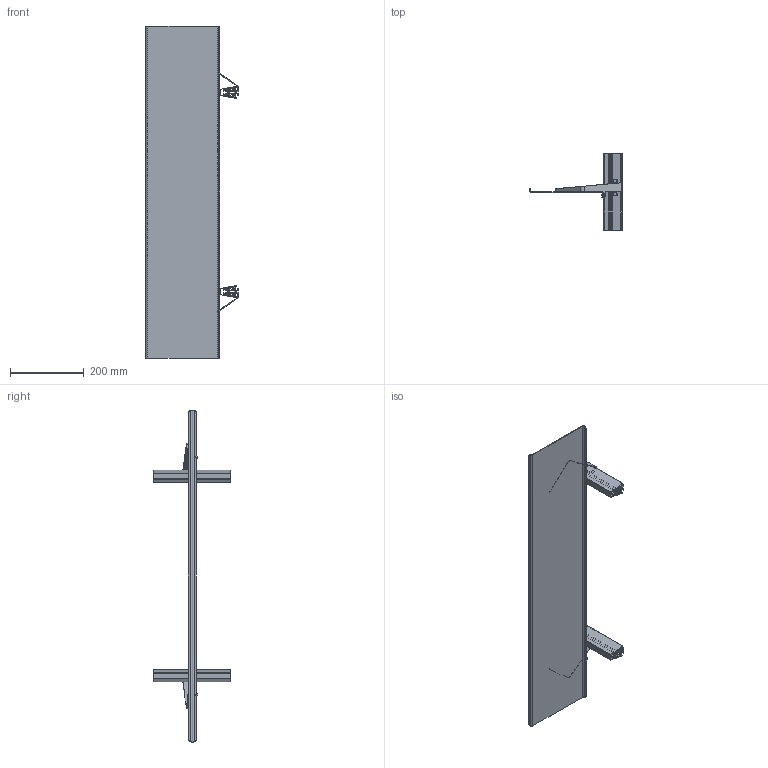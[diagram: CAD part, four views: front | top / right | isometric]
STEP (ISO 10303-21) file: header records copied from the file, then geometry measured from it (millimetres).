
FILE_DESCRIPTION(('STEP AP214'),'1');
FILE_NAME('8041233 transFORM Blechboden Set 900.STP','2023-11-23T10:22:47',(' '),(' '),'Spatial InterOp 3D',' ',' ');
FILE_SCHEMA(('AUTOMOTIVE_DESIGN { 1 0 10303 214 1 1 1 1 }'));
Length unit declared in the file: millimetre
Products named in the file (1): 3D-Objekt
Bounding box: 250.73 x 207.89 x 900 mm (x, y, z)
Volume: 544420.9 mm3; surface area: 636072.1 mm2
Topology: 7 solids, 7 shells, 668 faces, 1942 edges, 1288 vertices
Faces by surface type: cylinder 354, plane 300, cone 8, bspline 6
Entity records: 22466 total; most frequent: CARTESIAN_POINT 4049, DIRECTION 3972, ORIENTED_EDGE 3884, EDGE_CURVE 1942, AXIS2_PLACEMENT_3D 1381, VERTEX_POINT 1288, LINE 1210, VECTOR 1210
